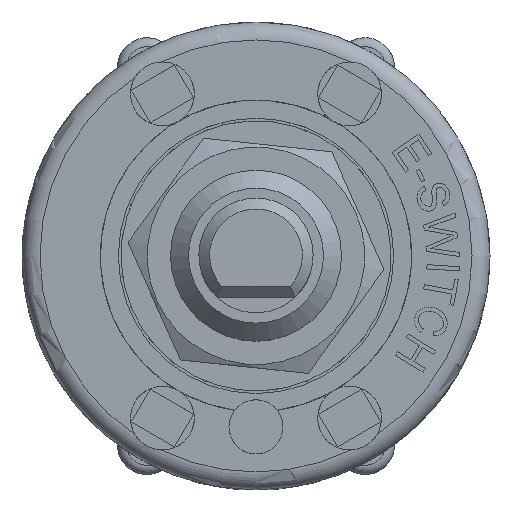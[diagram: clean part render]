
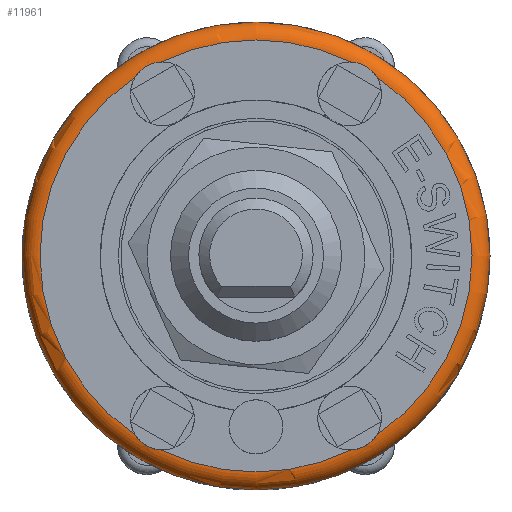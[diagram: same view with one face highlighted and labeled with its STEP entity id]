
A CAD part, top view. The second image highlights one B-rep face of the part: STEP entity #11961.
In plain terms, the highlighted toroidal (fillet/blend) face has major radius 12 mm and minor radius 1 mm.
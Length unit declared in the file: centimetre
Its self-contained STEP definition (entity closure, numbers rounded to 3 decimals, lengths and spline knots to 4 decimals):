
#28=TOROIDAL_SURFACE('',#12551,1.2,0.1);
#1080=B_SPLINE_CURVE_WITH_KNOTS('',3,(#20767,#20768,#20769,#20770,#20771,
#20772,#20773,#20774,#20775,#20776,#20777,#20778),.UNSPECIFIED.,.F.,.F.,
(4,2,2,2,2,4),(-0.2692,-0.2446,-0.216,
-0.1921,-0.1645,-0.1357),.UNSPECIFIED.);
#1081=B_SPLINE_CURVE_WITH_KNOTS('',3,(#20790,#20791,#20792,#20793,#20794,
#20795,#20796,#20797,#20798,#20799,#20800,#20801),.UNSPECIFIED.,.F.,.F.,
(4,2,2,2,2,4),(-0.2692,-0.2446,-0.216,
-0.1921,-0.1645,-0.1357),.UNSPECIFIED.);
#1082=B_SPLINE_CURVE_WITH_KNOTS('',3,(#20818,#20819,#20820,#20821,#20822,
#20823,#20824,#20825,#20826,#20827,#20828,#20829),.UNSPECIFIED.,.F.,.F.,
(4,2,2,2,2,4),(-0.2692,-0.2446,-0.216,
-0.1921,-0.1645,-0.1357),.UNSPECIFIED.);
#1083=B_SPLINE_CURVE_WITH_KNOTS('',3,(#20851,#20852,#20853,#20854,#20855,
#20856,#20857,#20858,#20859,#20860,#20861,#20862),.UNSPECIFIED.,.F.,.F.,
(4,2,2,2,2,4),(-0.2692,-0.2446,-0.216,
-0.1921,-0.1645,-0.1357),.UNSPECIFIED.);
#1677=FACE_OUTER_BOUND('',#2398,.T.);
#2398=EDGE_LOOP('',(#10973,#10974,#10975,#10976,#10977,#10978,#10979,#10980,
#10981,#10982,#10983,#10984));
#4997=CIRCLE('',#12504,1.3);
#5024=CIRCLE('',#12552,0.1);
#5025=CIRCLE('',#12553,1.2);
#5026=CIRCLE('',#12554,1.2);
#5027=CIRCLE('',#12555,1.2);
#5028=CIRCLE('',#12556,1.2);
#5029=CIRCLE('',#12557,1.2);
#6102=VERTEX_POINT('',#20729);
#6110=VERTEX_POINT('',#20765);
#6111=VERTEX_POINT('',#20766);
#6114=VERTEX_POINT('',#20788);
#6115=VERTEX_POINT('',#20789);
#6120=VERTEX_POINT('',#20816);
#6121=VERTEX_POINT('',#20817);
#6128=VERTEX_POINT('',#20849);
#6129=VERTEX_POINT('',#20850);
#6132=VERTEX_POINT('',#20872);
#7763=EDGE_CURVE('',#6102,#6102,#4997,.T.);
#7781=EDGE_CURVE('',#6110,#6111,#1080,.T.);
#7787=EDGE_CURVE('',#6114,#6115,#1081,.T.);
#7795=EDGE_CURVE('',#6120,#6121,#1082,.T.);
#7805=EDGE_CURVE('',#6128,#6129,#1083,.T.);
#7811=EDGE_CURVE('',#6102,#6132,#5024,.T.);
#7812=EDGE_CURVE('',#6132,#6120,#5025,.T.);
#7813=EDGE_CURVE('',#6121,#6114,#5026,.T.);
#7814=EDGE_CURVE('',#6115,#6110,#5027,.T.);
#7815=EDGE_CURVE('',#6111,#6128,#5028,.T.);
#7816=EDGE_CURVE('',#6129,#6132,#5029,.T.);
#10973=ORIENTED_EDGE('',*,*,#7763,.T.);
#10974=ORIENTED_EDGE('',*,*,#7811,.T.);
#10975=ORIENTED_EDGE('',*,*,#7812,.T.);
#10976=ORIENTED_EDGE('',*,*,#7795,.T.);
#10977=ORIENTED_EDGE('',*,*,#7813,.T.);
#10978=ORIENTED_EDGE('',*,*,#7787,.T.);
#10979=ORIENTED_EDGE('',*,*,#7814,.T.);
#10980=ORIENTED_EDGE('',*,*,#7781,.T.);
#10981=ORIENTED_EDGE('',*,*,#7815,.T.);
#10982=ORIENTED_EDGE('',*,*,#7805,.T.);
#10983=ORIENTED_EDGE('',*,*,#7816,.T.);
#10984=ORIENTED_EDGE('',*,*,#7811,.F.);
#11961=ADVANCED_FACE('',(#1677),#28,.T.);
#12504=AXIS2_PLACEMENT_3D('',#20730,#14745,#14746);
#12551=AXIS2_PLACEMENT_3D('',#20871,#14856,#14857);
#12552=AXIS2_PLACEMENT_3D('',#20873,#14858,#14859);
#12553=AXIS2_PLACEMENT_3D('',#20874,#14860,#14861);
#12554=AXIS2_PLACEMENT_3D('',#20875,#14862,#14863);
#12555=AXIS2_PLACEMENT_3D('',#20876,#14864,#14865);
#12556=AXIS2_PLACEMENT_3D('',#20877,#14866,#14867);
#12557=AXIS2_PLACEMENT_3D('',#20878,#14868,#14869);
#14745=DIRECTION('center_axis',(0.,0.,1.));
#14746=DIRECTION('ref_axis',(-1.,0.,0.));
#14856=DIRECTION('center_axis',(0.,0.,-1.));
#14857=DIRECTION('ref_axis',(-1.,0.,0.));
#14858=DIRECTION('center_axis',(0.,-1.,0.));
#14859=DIRECTION('ref_axis',(1.,0.,0.));
#14860=DIRECTION('center_axis',(0.,0.,-1.));
#14861=DIRECTION('ref_axis',(-1.,0.,0.));
#14862=DIRECTION('center_axis',(0.,0.,-1.));
#14863=DIRECTION('ref_axis',(-1.,0.,0.));
#14864=DIRECTION('center_axis',(0.,0.,-1.));
#14865=DIRECTION('ref_axis',(-1.,0.,0.));
#14866=DIRECTION('center_axis',(0.,0.,-1.));
#14867=DIRECTION('ref_axis',(-1.,0.,0.));
#14868=DIRECTION('center_axis',(0.,0.,-1.));
#14869=DIRECTION('ref_axis',(-1.,0.,0.));
#20729=CARTESIAN_POINT('',(1.3,0.,0.95));
#20730=CARTESIAN_POINT('Origin',(0.,0.,0.95));
#20765=CARTESIAN_POINT('',(-0.67,0.9955,1.05));
#20766=CARTESIAN_POINT('',(-0.5271,1.078,1.05));
#20767=CARTESIAN_POINT('Ctrl Pts',(-0.67,0.9955,
1.05));
#20768=CARTESIAN_POINT('Ctrl Pts',(-0.6646,1.0041,
1.05));
#20769=CARTESIAN_POINT('Ctrl Pts',(-0.6583,1.0124,
1.0498));
#20770=CARTESIAN_POINT('Ctrl Pts',(-0.6428,1.0294,
1.0491));
#20771=CARTESIAN_POINT('Ctrl Pts',(-0.6335,1.0377,
1.0488));
#20772=CARTESIAN_POINT('Ctrl Pts',(-0.615,1.051,1.0484));
#20773=CARTESIAN_POINT('Ctrl Pts',(-0.6061,1.0563,
1.0484));
#20774=CARTESIAN_POINT('Ctrl Pts',(-0.5859,1.0659,1.0487));
#20775=CARTESIAN_POINT('Ctrl Pts',(-0.5747,1.07,1.049));
#20776=CARTESIAN_POINT('Ctrl Pts',(-0.551,1.0759,1.0497));
#20777=CARTESIAN_POINT('Ctrl Pts',(-0.539,1.0775,
1.05));
#20778=CARTESIAN_POINT('Ctrl Pts',(-0.5271,1.078,
1.05));
#20788=CARTESIAN_POINT('',(-0.5271,-1.078,1.05));
#20789=CARTESIAN_POINT('',(-0.67,-0.9955,1.05));
#20790=CARTESIAN_POINT('Ctrl Pts',(-0.5271,-1.078,
1.05));
#20791=CARTESIAN_POINT('Ctrl Pts',(-0.5373,-1.0776,
1.05));
#20792=CARTESIAN_POINT('Ctrl Pts',(-0.5476,-1.0763,
1.0498));
#20793=CARTESIAN_POINT('Ctrl Pts',(-0.5701,-1.0714,1.0491));
#20794=CARTESIAN_POINT('Ctrl Pts',(-0.5819,-1.0675,
1.0488));
#20795=CARTESIAN_POINT('Ctrl Pts',(-0.6027,-1.0581,
1.0484));
#20796=CARTESIAN_POINT('Ctrl Pts',(-0.6117,-1.053,
1.0484));
#20797=CARTESIAN_POINT('Ctrl Pts',(-0.6301,-1.0404,
1.0487));
#20798=CARTESIAN_POINT('Ctrl Pts',(-0.6393,-1.0327,
1.049));
#20799=CARTESIAN_POINT('Ctrl Pts',(-0.6562,-1.0151,
1.0497));
#20800=CARTESIAN_POINT('Ctrl Pts',(-0.6637,-1.0055,
1.05));
#20801=CARTESIAN_POINT('Ctrl Pts',(-0.67,-0.9955,
1.05));
#20816=CARTESIAN_POINT('',(0.67,-0.9955,1.05));
#20817=CARTESIAN_POINT('',(0.5271,-1.078,1.05));
#20818=CARTESIAN_POINT('Ctrl Pts',(0.67,-0.9955,
1.05));
#20819=CARTESIAN_POINT('Ctrl Pts',(0.6646,-1.0041,
1.05));
#20820=CARTESIAN_POINT('Ctrl Pts',(0.6583,-1.0124,
1.0498));
#20821=CARTESIAN_POINT('Ctrl Pts',(0.6428,-1.0294,
1.0491));
#20822=CARTESIAN_POINT('Ctrl Pts',(0.6335,-1.0377,
1.0488));
#20823=CARTESIAN_POINT('Ctrl Pts',(0.615,-1.051,
1.0484));
#20824=CARTESIAN_POINT('Ctrl Pts',(0.6061,-1.0563,
1.0484));
#20825=CARTESIAN_POINT('Ctrl Pts',(0.5859,-1.0659,1.0487));
#20826=CARTESIAN_POINT('Ctrl Pts',(0.5747,-1.07,1.049));
#20827=CARTESIAN_POINT('Ctrl Pts',(0.551,-1.0759,
1.0497));
#20828=CARTESIAN_POINT('Ctrl Pts',(0.539,-1.0775,
1.05));
#20829=CARTESIAN_POINT('Ctrl Pts',(0.5271,-1.078,
1.05));
#20849=CARTESIAN_POINT('',(0.5271,1.078,1.05));
#20850=CARTESIAN_POINT('',(0.67,0.9955,1.05));
#20851=CARTESIAN_POINT('Ctrl Pts',(0.5271,1.078,1.05));
#20852=CARTESIAN_POINT('Ctrl Pts',(0.5373,1.0776,1.05));
#20853=CARTESIAN_POINT('Ctrl Pts',(0.5476,1.0763,1.0498));
#20854=CARTESIAN_POINT('Ctrl Pts',(0.5701,1.0714,1.0491));
#20855=CARTESIAN_POINT('Ctrl Pts',(0.5819,1.0675,1.0488));
#20856=CARTESIAN_POINT('Ctrl Pts',(0.6027,1.0581,1.0484));
#20857=CARTESIAN_POINT('Ctrl Pts',(0.6117,1.053,1.0484));
#20858=CARTESIAN_POINT('Ctrl Pts',(0.6301,1.0404,1.0487));
#20859=CARTESIAN_POINT('Ctrl Pts',(0.6393,1.0327,1.049));
#20860=CARTESIAN_POINT('Ctrl Pts',(0.6562,1.0151,1.0497));
#20861=CARTESIAN_POINT('Ctrl Pts',(0.6637,1.0055,1.05));
#20862=CARTESIAN_POINT('Ctrl Pts',(0.67,0.9955,
1.05));
#20871=CARTESIAN_POINT('Origin',(0.,0.,0.95));
#20872=CARTESIAN_POINT('',(1.2,0.,1.05));
#20873=CARTESIAN_POINT('Origin',(1.2,0.,0.95));
#20874=CARTESIAN_POINT('Origin',(0.,0.,1.05));
#20875=CARTESIAN_POINT('Origin',(0.,0.,1.05));
#20876=CARTESIAN_POINT('Origin',(0.,0.,1.05));
#20877=CARTESIAN_POINT('Origin',(0.,0.,1.05));
#20878=CARTESIAN_POINT('Origin',(0.,0.,1.05));
